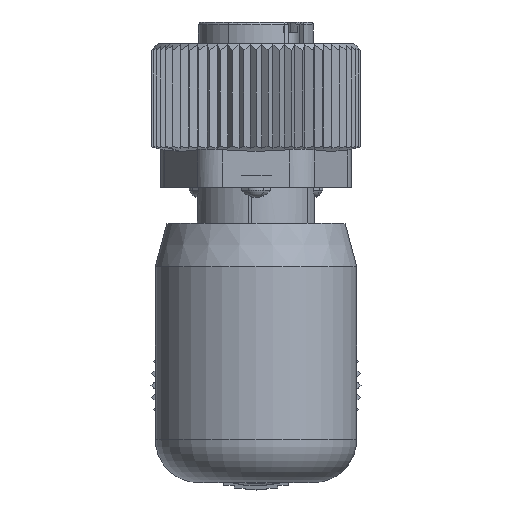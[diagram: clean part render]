
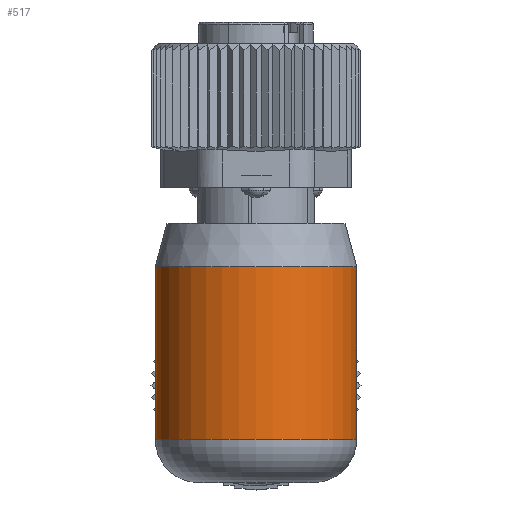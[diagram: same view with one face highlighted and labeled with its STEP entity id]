
A CAD part, top view. The second image highlights one B-rep face of the part: STEP entity #517.
In plain terms, the highlighted cylindrical face has radius 7 mm (diameter 14 mm), a partial arc.
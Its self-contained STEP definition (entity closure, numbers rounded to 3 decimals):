
#446=AXIS2_PLACEMENT_3D('Circle Axis2P3D',#444,#445,$) ;
#490=AXIS2_PLACEMENT_3D('Cylinder Axis2P3D',#487,#488,#489) ;
#508=AXIS2_PLACEMENT_3D('Circle Axis2P3D',#506,#507,$) ;
#441=CARTESIAN_POINT('Vertex',(14.3,3.261,157.)) ;
#444=CARTESIAN_POINT('Axis2P3D Location',(7.3,3.261,157.)) ;
#448=CARTESIAN_POINT('Vertex',(0.3,3.261,157.)) ;
#487=CARTESIAN_POINT('Axis2P3D Location',(7.3,7.261,157.)) ;
#492=CARTESIAN_POINT('Line Origine',(0.3,7.261,157.)) ;
#496=CARTESIAN_POINT('Vertex',(0.3,15.261,157.)) ;
#499=CARTESIAN_POINT('Line Origine',(14.3,7.261,157.)) ;
#503=CARTESIAN_POINT('Vertex',(14.3,15.261,157.)) ;
#506=CARTESIAN_POINT('Axis2P3D Location',(7.3,15.261,157.)) ;
#445=DIRECTION('Axis2P3D Direction',(0.,-1.,0.)) ;
#488=DIRECTION('Axis2P3D Direction',(0.,-1.,0.)) ;
#489=DIRECTION('Axis2P3D XDirection',(-1.,0.,0.)) ;
#493=DIRECTION('Vector Direction',(0.,-1.,0.)) ;
#500=DIRECTION('Vector Direction',(0.,-1.,0.)) ;
#507=DIRECTION('Axis2P3D Direction',(0.,-1.,0.)) ;
#494=VECTOR('Line Direction',#493,1.) ;
#501=VECTOR('Line Direction',#500,1.) ;
#512=ORIENTED_EDGE('',*,*,#498,.T.) ;
#513=ORIENTED_EDGE('',*,*,#450,.F.) ;
#514=ORIENTED_EDGE('',*,*,#505,.F.) ;
#515=ORIENTED_EDGE('',*,*,#510,.T.) ;
#517=ADVANCED_FACE('Hauptk\X2\00F6\X0\rper',(#516),#491,.T.) ;
#447=CIRCLE('generated circle',#446,7.) ;
#509=CIRCLE('generated circle',#508,7.) ;
#491=CYLINDRICAL_SURFACE('generated cylinder',#490,7.) ;
#450=EDGE_CURVE('',#442,#449,#447,.T.) ;
#498=EDGE_CURVE('',#497,#449,#495,.T.) ;
#505=EDGE_CURVE('',#504,#442,#502,.T.) ;
#510=EDGE_CURVE('',#504,#497,#509,.T.) ;
#511=EDGE_LOOP('',(#512,#513,#514,#515)) ;
#516=FACE_OUTER_BOUND('',#511,.T.) ;
#495=LINE('Line',#492,#494) ;
#502=LINE('Line',#499,#501) ;
#442=VERTEX_POINT('',#441) ;
#449=VERTEX_POINT('',#448) ;
#497=VERTEX_POINT('',#496) ;
#504=VERTEX_POINT('',#503) ;
